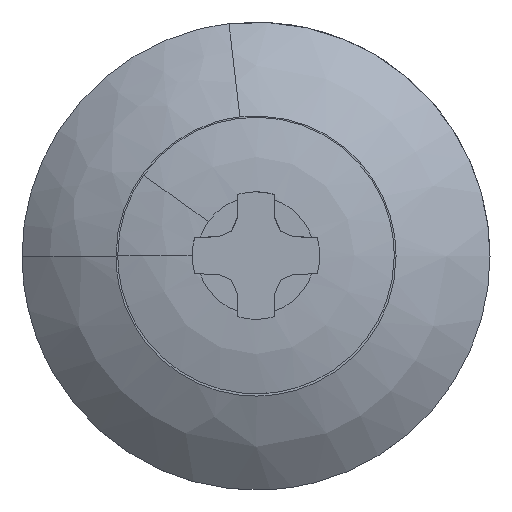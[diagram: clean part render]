
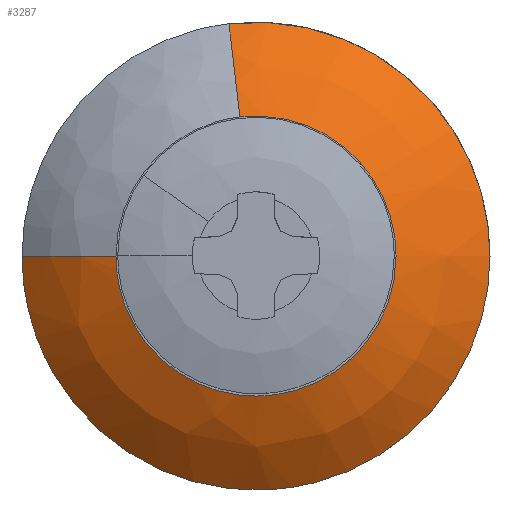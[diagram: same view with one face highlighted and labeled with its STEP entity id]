
A CAD part, top view. The second image highlights one B-rep face of the part: STEP entity #3287.
In plain terms, the highlighted free-form (B-spline) face has degree [2, 2] with [3, 9] control points.
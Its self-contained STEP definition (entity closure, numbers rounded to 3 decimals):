
#2870=CARTESIAN_POINT('',(-5.149,-1.934,-8.613));
#2871=VERTEX_POINT('',#2870);
#2877=CARTESIAN_POINT('',(-5.5,0.0,-8.613));
#2878=VERTEX_POINT('',#2877);
#2879=CARTESIAN_POINT('',(-5.149,-1.934,-8.613));
#2880=CARTESIAN_POINT('',(-5.5,-0.999,-8.613));
#2881=CARTESIAN_POINT('',(-5.5,0.0,-8.613));
#2889=(BOUNDED_CURVE()B_SPLINE_CURVE(2,(#2879,#2880,#2881),.UNSPECIFIED.,.F.,.U.)B_SPLINE_CURVE_WITH_KNOTS((3,3),(0.94,1.0),.UNSPECIFIED.)CURVE()GEOMETRIC_REPRESENTATION_ITEM()RATIONAL_B_SPLINE_CURVE((0.893,0.93,1.0))REPRESENTATION_ITEM(''));
#2890=EDGE_CURVE('',#2871,#2878,#2889,.T.);
#2892=CARTESIAN_POINT('',(-0.635,5.463,-8.613));
#2893=VERTEX_POINT('',#2892);
#2907=CARTESIAN_POINT('',(5.5,0.0,-8.613));
#2908=VERTEX_POINT('',#2907);
#2909=CARTESIAN_POINT('',(-0.635,5.463,-8.613));
#2910=CARTESIAN_POINT('',(-0.319,5.5,-8.613));
#2911=CARTESIAN_POINT('',(0.,5.5,-8.613));
#2912=CARTESIAN_POINT('',(5.5,5.5,-8.613));
#2913=CARTESIAN_POINT('',(5.5,0.0,-8.613));
#2921=(BOUNDED_CURVE()B_SPLINE_CURVE(2,(#2909,#2910,#2911,#2912,#2913),.UNSPECIFIED.,.F.,.U.)B_SPLINE_CURVE_WITH_KNOTS((3,2,3),(0.23,0.25,0.5),.UNSPECIFIED.)CURVE()GEOMETRIC_REPRESENTATION_ITEM()RATIONAL_B_SPLINE_CURVE((0.957,0.977,1.0,0.707,1.0))REPRESENTATION_ITEM(''));
#2922=EDGE_CURVE('',#2893,#2908,#2921,.T.);
#2924=CARTESIAN_POINT('',(0.336,-5.49,-8.613));
#2925=VERTEX_POINT('',#2924);
#2926=CARTESIAN_POINT('',(5.5,0.0,-8.613));
#2927=CARTESIAN_POINT('',(5.5,-5.174,-8.613));
#2928=CARTESIAN_POINT('',(0.336,-5.49,-8.613));
#2936=(BOUNDED_CURVE()B_SPLINE_CURVE(2,(#2926,#2927,#2928),.UNSPECIFIED.,.F.,.U.)B_SPLINE_CURVE_WITH_KNOTS((3,3),(0.5,0.739),.UNSPECIFIED.)CURVE()GEOMETRIC_REPRESENTATION_ITEM()RATIONAL_B_SPLINE_CURVE((1.0,0.72,0.976))REPRESENTATION_ITEM(''));
#2937=EDGE_CURVE('',#2908,#2925,#2936,.T.);
#3009=CARTESIAN_POINT('',(0.336,-5.49,-8.613));
#3010=CARTESIAN_POINT('',(0.168,-5.5,-8.613));
#3011=CARTESIAN_POINT('',(0.0,-5.5,-8.613));
#3012=CARTESIAN_POINT('',(-3.809,-5.5,-8.613));
#3013=CARTESIAN_POINT('',(-5.149,-1.934,-8.613));
#3021=(BOUNDED_CURVE()B_SPLINE_CURVE(2,(#3009,#3010,#3011,#3012,#3013),.UNSPECIFIED.,.F.,.U.)B_SPLINE_CURVE_WITH_KNOTS((3,2,3),(0.739,0.75,0.94),.UNSPECIFIED.)CURVE()GEOMETRIC_REPRESENTATION_ITEM()RATIONAL_B_SPLINE_CURVE((0.976,0.988,1.0,0.777,0.893))REPRESENTATION_ITEM(''));
#3022=EDGE_CURVE('',#2925,#2871,#3021,.T.);
#3184=CARTESIAN_POINT('',(-0.645,5.553,-8.703));
#3185=CARTESIAN_POINT('',(-0.527,4.531,-7.658));
#3186=CARTESIAN_POINT('',(-0.366,3.145,-7.206));
#3187=CARTESIAN_POINT('',(-0.324,5.59,-8.703));
#3188=CARTESIAN_POINT('',(-0.264,4.561,-7.658));
#3189=CARTESIAN_POINT('',(-0.183,3.166,-7.206));
#3190=CARTESIAN_POINT('',(0.0,5.59,-8.703));
#3191=CARTESIAN_POINT('',(0.0,4.561,-7.658));
#3192=CARTESIAN_POINT('',(0.0,3.166,-7.206));
#3193=CARTESIAN_POINT('',(5.59,5.59,-8.703));
#3194=CARTESIAN_POINT('',(4.561,4.561,-7.658));
#3195=CARTESIAN_POINT('',(3.166,3.166,-7.206));
#3196=CARTESIAN_POINT('',(5.59,0.0,-8.703));
#3197=CARTESIAN_POINT('',(4.561,0.0,-7.658));
#3198=CARTESIAN_POINT('',(3.166,0.0,-7.206));
#3199=CARTESIAN_POINT('',(5.59,-5.59,-8.703));
#3200=CARTESIAN_POINT('',(4.561,-4.561,-7.658));
#3201=CARTESIAN_POINT('',(3.166,-3.166,-7.206));
#3202=CARTESIAN_POINT('',(0.0,-5.59,-8.703));
#3203=CARTESIAN_POINT('',(0.0,-4.561,-7.658));
#3204=CARTESIAN_POINT('',(0.0,-3.166,-7.206));
#3205=CARTESIAN_POINT('',(-5.59,-5.59,-8.703));
#3206=CARTESIAN_POINT('',(-4.561,-4.561,-7.658));
#3207=CARTESIAN_POINT('',(-3.166,-3.166,-7.206));
#3208=CARTESIAN_POINT('',(-5.59,0.0,-8.703));
#3209=CARTESIAN_POINT('',(-4.561,0.0,-7.658));
#3210=CARTESIAN_POINT('',(-3.166,0.0,-7.206));
#3218=(BOUNDED_SURFACE()B_SPLINE_SURFACE(2,2,((#3184,#3187,#3190,#3193,#3196,#3199,#3202,#3205,#3208),(#3185,#3188,#3191,#3194,#3197,#3200,#3203,#3206,#3209),(#3186,#3189,#3192,#3195,#3198,#3201,#3204,#3207,#3210)),.UNSPECIFIED.,.F.,.F.,.U.)B_SPLINE_SURFACE_WITH_KNOTS((3,3),(3,2,2,2,3),(0.0,2.91),(0.0,0.741,10.003,19.265,28.526),.UNSPECIFIED.)GEOMETRIC_REPRESENTATION_ITEM()RATIONAL_B_SPLINE_SURFACE(((0.913,0.932,0.954,0.675,0.954,0.675,0.954,0.675,0.954),(0.868,0.886,0.907,0.642,0.907,0.642,0.907,0.642,0.907),(0.875,0.893,0.914,0.647,0.914,0.647,0.914,0.647,0.914)))REPRESENTATION_ITEM('')SURFACE());
#3219=CARTESIAN_POINT('',(-0.38,3.27,-7.248));
#3220=VERTEX_POINT('',#3219);
#3221=CARTESIAN_POINT('',(3.292,0.0,-7.248));
#3222=VERTEX_POINT('',#3221);
#3223=CARTESIAN_POINT('',(-0.38,3.27,-7.248));
#3224=CARTESIAN_POINT('',(-0.191,3.292,-7.248));
#3225=CARTESIAN_POINT('',(0.0,3.292,-7.248));
#3226=CARTESIAN_POINT('',(3.292,3.292,-7.248));
#3227=CARTESIAN_POINT('',(3.292,0.0,-7.248));
#3235=(BOUNDED_CURVE()B_SPLINE_CURVE(2,(#3223,#3224,#3225,#3226,#3227),.UNSPECIFIED.,.F.,.U.)B_SPLINE_CURVE_WITH_KNOTS((3,2,3),(0.23,0.25,0.5),.UNSPECIFIED.)CURVE()GEOMETRIC_REPRESENTATION_ITEM()RATIONAL_B_SPLINE_CURVE((0.957,0.977,1.0,0.707,1.0))REPRESENTATION_ITEM(''));
#3236=EDGE_CURVE('',#3220,#3222,#3235,.T.);
#3237=ORIENTED_EDGE('',*,*,#3236,.T.);
#3238=CARTESIAN_POINT('',(-3.292,0.0,-7.248));
#3239=VERTEX_POINT('',#3238);
#3240=CARTESIAN_POINT('',(3.292,0.0,-7.248));
#3241=CARTESIAN_POINT('',(3.292,-3.292,-7.248));
#3242=CARTESIAN_POINT('',(0.0,-3.292,-7.248));
#3243=CARTESIAN_POINT('',(-3.292,-3.292,-7.248));
#3244=CARTESIAN_POINT('',(-3.292,0.0,-7.248));
#3252=(BOUNDED_CURVE()B_SPLINE_CURVE(2,(#3240,#3241,#3242,#3243,#3244),.UNSPECIFIED.,.F.,.U.)B_SPLINE_CURVE_WITH_KNOTS((3,2,3),(0.5,0.75,1.0),.UNSPECIFIED.)CURVE()GEOMETRIC_REPRESENTATION_ITEM()RATIONAL_B_SPLINE_CURVE((1.0,0.707,1.0,0.707,1.0))REPRESENTATION_ITEM(''));
#3253=EDGE_CURVE('',#3222,#3239,#3252,.T.);
#3254=ORIENTED_EDGE('',*,*,#3253,.T.);
#3255=CARTESIAN_POINT('',(-5.5,0.0,-8.613));
#3256=CARTESIAN_POINT('',(-4.547,0.0,-7.686));
#3257=CARTESIAN_POINT('',(-3.292,0.0,-7.248));
#3265=(BOUNDED_CURVE()B_SPLINE_CURVE(2,(#3255,#3256,#3257),.UNSPECIFIED.,.F.,.U.)B_SPLINE_CURVE_WITH_KNOTS((3,3),(0.725,0.844),.UNSPECIFIED.)CURVE()GEOMETRIC_REPRESENTATION_ITEM()RATIONAL_B_SPLINE_CURVE((0.95,0.91,0.914))REPRESENTATION_ITEM(''));
#3266=EDGE_CURVE('',#2878,#3239,#3265,.T.);
#3267=ORIENTED_EDGE('',*,*,#3266,.F.);
#3268=ORIENTED_EDGE('',*,*,#2890,.F.);
#3269=ORIENTED_EDGE('',*,*,#3022,.F.);
#3270=ORIENTED_EDGE('',*,*,#2937,.F.);
#3271=ORIENTED_EDGE('',*,*,#2922,.F.);
#3272=CARTESIAN_POINT('',(-0.635,5.463,-8.613));
#3273=CARTESIAN_POINT('',(-0.525,4.517,-7.686));
#3274=CARTESIAN_POINT('',(-0.38,3.27,-7.248));
#3282=(BOUNDED_CURVE()B_SPLINE_CURVE(2,(#3272,#3273,#3274),.UNSPECIFIED.,.F.,.U.)B_SPLINE_CURVE_WITH_KNOTS((3,3),(0.725,0.844),.UNSPECIFIED.)CURVE()GEOMETRIC_REPRESENTATION_ITEM()RATIONAL_B_SPLINE_CURVE((0.909,0.87,0.874))REPRESENTATION_ITEM(''));
#3283=EDGE_CURVE('',#2893,#3220,#3282,.T.);
#3284=ORIENTED_EDGE('',*,*,#3283,.T.);
#3285=EDGE_LOOP('',(#3237,#3254,#3267,#3268,#3269,#3270,#3271,#3284));
#3286=FACE_OUTER_BOUND('',#3285,.T.);
#3287=ADVANCED_FACE('',(#3286),#3218,.T.);
